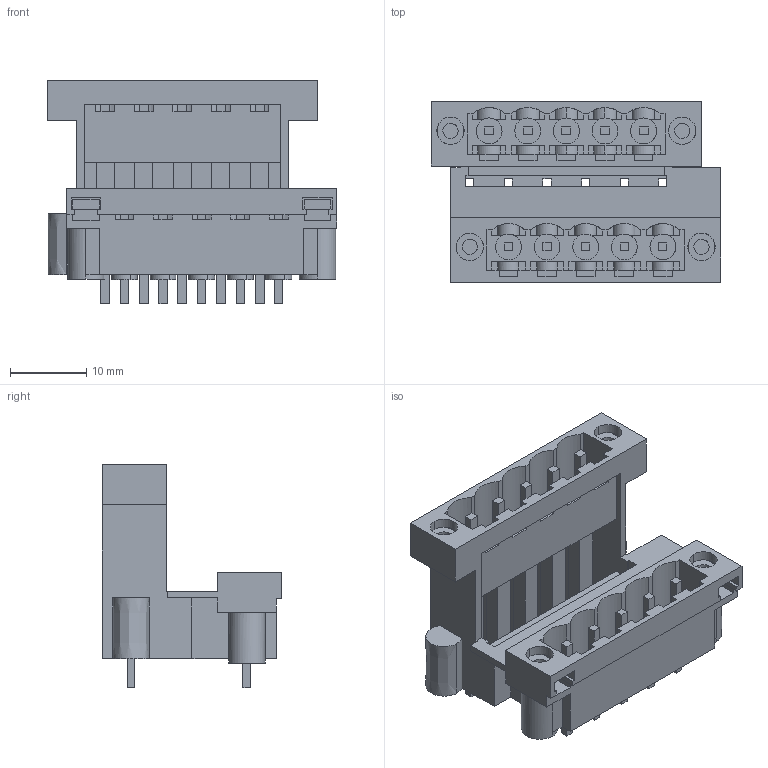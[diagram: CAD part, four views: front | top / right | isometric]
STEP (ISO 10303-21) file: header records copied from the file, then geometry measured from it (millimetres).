
FILE_DESCRIPTION(('CATIA V5 STEP Exchange','CAx-IF Rec.Pracs.--- Model Styling and Organization---1.2---2011-12-15'),'2;1');
FILE_NAME ('D1456889_0_1828800000_1828800000.stp','2018-04-19T11:26:13+00:00',('none'),('Weidmueller'),'CATIA Version 5-6 Release 2014','CATIA V5 STEP AP214','none');
FILE_SCHEMA(('AUTOMOTIVE_DESIGN { 1 0 10303 214 1 1 1 1 }'));
Length unit declared in the file: millimetre
Products named in the file (1): 1828800000
Bounding box: 38.1 x 23.67 x 29.36 mm (x, y, z)
Volume: 5305.5 mm3; surface area: 10280.5 mm2
Topology: 15 solids, 20 shells, 602 faces, 1852 edges, 1277 vertices
Faces by surface type: plane 496, cylinder 102, extrusion 4
Entity records: 20242 total; most frequent: CARTESIAN_POINT 4519, ORIENTED_EDGE 3704, DIRECTION 2511, EDGE_CURVE 1852, VECTOR 1512, LINE 1508, VERTEX_POINT 1277, EDGE_LOOP 659
